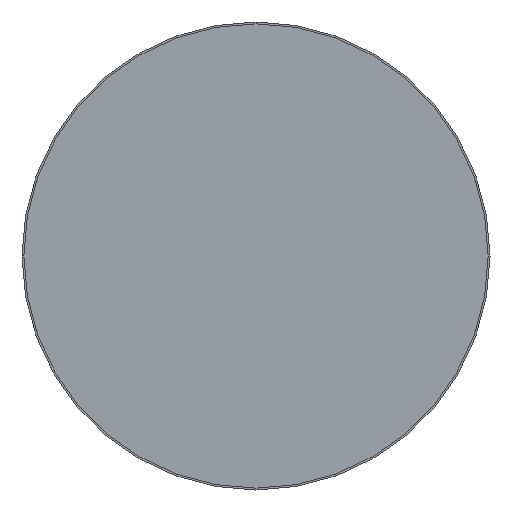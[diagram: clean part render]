
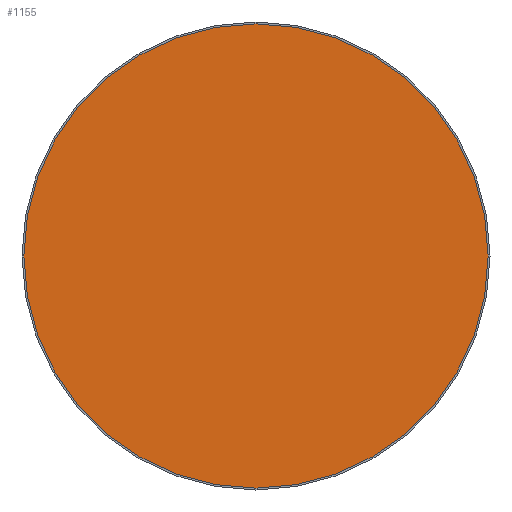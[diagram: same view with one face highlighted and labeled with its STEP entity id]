
A CAD part, front view. The second image highlights one B-rep face of the part: STEP entity #1155.
In plain terms, the highlighted planar face has unit normal (0, -1, 0).
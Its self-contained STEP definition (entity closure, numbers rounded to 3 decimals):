
#127 = DIRECTION ( 'NONE',  ( -1., 0., 0. ) ) ;
#208 = DIRECTION ( 'NONE',  ( 0., -1., 0. ) ) ;
#307 = DIRECTION ( 'NONE',  ( 1., 0., 0. ) ) ;
#390 = PLANE ( 'NONE',  #1023 ) ;
#442 = DIRECTION ( 'NONE',  ( 0., -1., 0. ) ) ;
#447 = CIRCLE ( 'NONE', #550, 24.8 ) ;
#467 = DIRECTION ( 'NONE',  ( 1., 0., 0. ) ) ;
#550 = AXIS2_PLACEMENT_3D ( 'NONE', #1221, #442, #307 ) ;
#571 = VERTEX_POINT ( 'NONE', #1020 ) ;
#695 = AXIS2_PLACEMENT_3D ( 'NONE', #1386, #208, #467 ) ;
#710 = EDGE_CURVE ( 'NONE', #898, #571, #447, .T. ) ;
#855 = ORIENTED_EDGE ( 'NONE', *, *, #710, .T. ) ;
#862 = EDGE_CURVE ( 'NONE', #571, #898, #1216, .T. ) ;
#898 = VERTEX_POINT ( 'NONE', #1514 ) ;
#899 = ORIENTED_EDGE ( 'NONE', *, *, #862, .T. ) ;
#910 = DIRECTION ( 'NONE',  ( 0., 1., 0. ) ) ;
#1020 = CARTESIAN_POINT ( 'NONE',  ( 24.8, 0., 0. ) ) ;
#1023 = AXIS2_PLACEMENT_3D ( 'NONE', #1583, #910, #127 ) ;
#1155 = ADVANCED_FACE ( 'NONE', ( #1327 ), #390, .F. ) ;
#1216 = CIRCLE ( 'NONE', #695, 24.8 ) ;
#1221 = CARTESIAN_POINT ( 'NONE',  ( 0., 0., 0. ) ) ;
#1327 = FACE_OUTER_BOUND ( 'NONE', #1690, .T. ) ;
#1386 = CARTESIAN_POINT ( 'NONE',  ( 0., 0., 0. ) ) ;
#1514 = CARTESIAN_POINT ( 'NONE',  ( -24.8, 0., 0. ) ) ;
#1583 = CARTESIAN_POINT ( 'NONE',  ( 0., 0., 0. ) ) ;
#1690 = EDGE_LOOP ( 'NONE', ( #899, #855 ) ) ;
